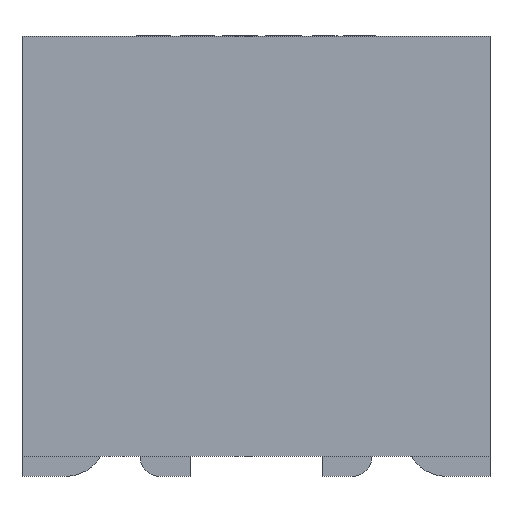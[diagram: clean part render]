
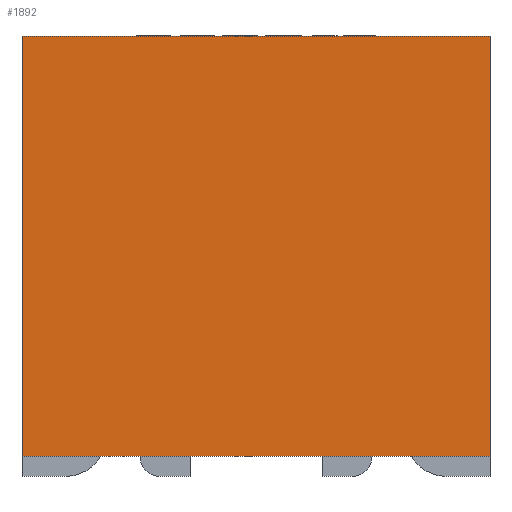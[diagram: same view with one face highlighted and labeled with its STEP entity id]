
A CAD part, front view. The second image highlights one B-rep face of the part: STEP entity #1892.
In plain terms, the highlighted face is planar.
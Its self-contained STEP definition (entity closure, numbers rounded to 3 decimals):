
#221=ORIENTED_EDGE('',*,*,#744,.T.);
#222=ORIENTED_EDGE('',*,*,#750,.T.);
#223=ORIENTED_EDGE('',*,*,#758,.T.);
#224=ORIENTED_EDGE('',*,*,#762,.T.);
#744=EDGE_CURVE('',#1025,#1024,#1212,.T.);
#750=EDGE_CURVE('',#1024,#1030,#1218,.T.);
#758=EDGE_CURVE('',#1030,#1036,#1226,.T.);
#762=EDGE_CURVE('',#1036,#1025,#1230,.T.);
#1024=VERTEX_POINT('',#3016);
#1025=VERTEX_POINT('',#3018);
#1030=VERTEX_POINT('',#3029);
#1036=VERTEX_POINT('',#3044);
#1212=LINE('',#3017,#1388);
#1218=LINE('',#3030,#1394);
#1226=LINE('',#3045,#1402);
#1230=LINE('',#3053,#1406);
#1388=VECTOR('',#2547,1000.);
#1394=VECTOR('',#2555,1000.);
#1402=VECTOR('',#2565,1000.);
#1406=VECTOR('',#2571,1000.);
#1568=EDGE_LOOP('',(#221,#222,#223,#224));
#1690=FACE_BOUND('',#1568,.T.);
#1812=PLANE('',#2402);
#1892=ADVANCED_FACE('',(#1690),#1812,.T.);
#2402=AXIS2_PLACEMENT_3D('',#3071,#2587,#2588);
#2547=DIRECTION('',(0.,0.,-1.));
#2555=DIRECTION('',(-1.,0.,0.));
#2565=DIRECTION('',(0.,0.,1.));
#2571=DIRECTION('',(1.,0.,0.));
#2587=DIRECTION('',(0.,1.,0.));
#2588=DIRECTION('',(0.,0.,1.));
#3016=CARTESIAN_POINT('',(5.85,1.425,-5.25));
#3017=CARTESIAN_POINT('',(5.85,1.425,5.25));
#3018=CARTESIAN_POINT('',(5.85,1.425,5.25));
#3029=CARTESIAN_POINT('',(-5.85,1.425,-5.25));
#3030=CARTESIAN_POINT('',(5.85,1.425,-5.25));
#3044=CARTESIAN_POINT('',(-5.85,1.425,5.25));
#3045=CARTESIAN_POINT('',(-5.85,1.425,-5.25));
#3053=CARTESIAN_POINT('',(-5.85,1.425,5.25));
#3071=CARTESIAN_POINT('',(0.,1.425,0.));
